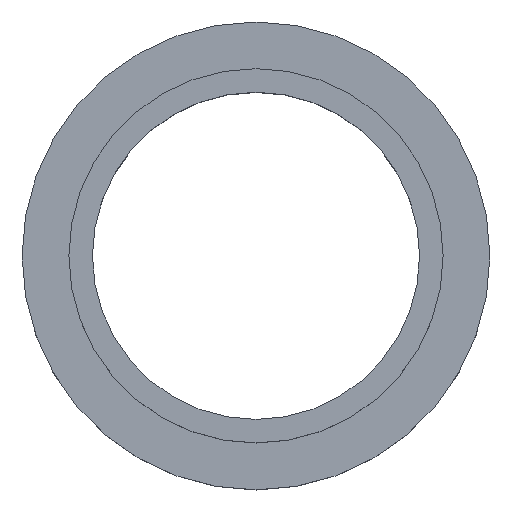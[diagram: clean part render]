
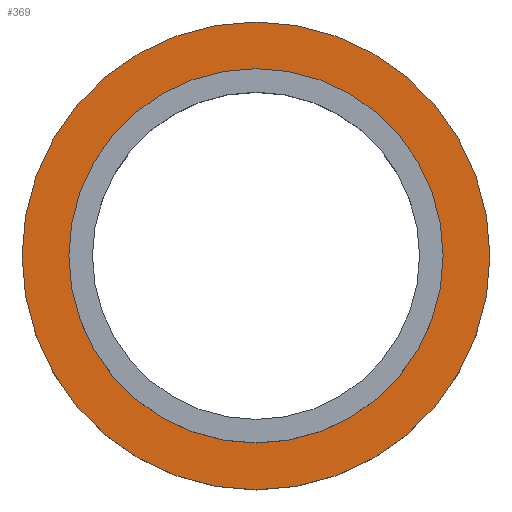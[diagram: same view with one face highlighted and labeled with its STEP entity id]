
A CAD part, top view. The second image highlights one B-rep face of the part: STEP entity #369.
In plain terms, the highlighted planar face has unit normal (0, 0, 1).
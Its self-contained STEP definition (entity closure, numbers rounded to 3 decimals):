
#5 = ORIENTED_EDGE ( 'NONE', *, *, #155, .T. ) ;
#14 = EDGE_CURVE ( 'NONE', #202, #249, #113, .T. ) ;
#25 = CARTESIAN_POINT ( 'NONE',  ( 0., 0., -5. ) ) ;
#44 = VERTEX_POINT ( 'NONE', #427 ) ;
#56 = DIRECTION ( 'NONE',  ( 0., 0., -1. ) ) ;
#59 = AXIS2_PLACEMENT_3D ( 'NONE', #67, #349, #201 ) ;
#67 = CARTESIAN_POINT ( 'NONE',  ( 0., 0., -5. ) ) ;
#68 = CARTESIAN_POINT ( 'NONE',  ( 12.55, 0., -5. ) ) ;
#71 = CARTESIAN_POINT ( 'NONE',  ( -15.875, 0., -5. ) ) ;
#88 = EDGE_LOOP ( 'NONE', ( #5, #231 ) ) ;
#103 = EDGE_LOOP ( 'NONE', ( #184, #151 ) ) ;
#106 = DIRECTION ( 'NONE',  ( -1., 0., 0. ) ) ;
#113 = CIRCLE ( 'NONE', #229, 15.875 ) ;
#122 = CARTESIAN_POINT ( 'NONE',  ( 0., 0., -5. ) ) ;
#136 = CIRCLE ( 'NONE', #185, 12.55 ) ;
#141 = VERTEX_POINT ( 'NONE', #330 ) ;
#142 = DIRECTION ( 'NONE',  ( -1., 0., 0. ) ) ;
#151 = ORIENTED_EDGE ( 'NONE', *, *, #425, .F. ) ;
#155 = EDGE_CURVE ( 'NONE', #141, #44, #136, .T. ) ;
#156 = DIRECTION ( 'NONE',  ( -1., 0., 0. ) ) ;
#184 = ORIENTED_EDGE ( 'NONE', *, *, #14, .F. ) ;
#185 = AXIS2_PLACEMENT_3D ( 'NONE', #381, #372, #156 ) ;
#201 = DIRECTION ( 'NONE',  ( -1., 0., 0. ) ) ;
#202 = VERTEX_POINT ( 'NONE', #71 ) ;
#212 = PLANE ( 'NONE',  #269 ) ;
#223 = DIRECTION ( 'NONE',  ( 0., 0., -1. ) ) ;
#229 = AXIS2_PLACEMENT_3D ( 'NONE', #122, #56, #347 ) ;
#231 = ORIENTED_EDGE ( 'NONE', *, *, #263, .T. ) ;
#249 = VERTEX_POINT ( 'NONE', #371 ) ;
#250 = DIRECTION ( 'NONE',  ( 0., 0., -1. ) ) ;
#253 = FACE_BOUND ( 'NONE', #88, .T. ) ;
#262 = CIRCLE ( 'NONE', #59, 12.55 ) ;
#263 = EDGE_CURVE ( 'NONE', #44, #141, #262, .T. ) ;
#269 = AXIS2_PLACEMENT_3D ( 'NONE', #68, #250, #142 ) ;
#288 = CIRCLE ( 'NONE', #315, 15.875 ) ;
#315 = AXIS2_PLACEMENT_3D ( 'NONE', #25, #223, #106 ) ;
#330 = CARTESIAN_POINT ( 'NONE',  ( -12.55, 0., -5. ) ) ;
#347 = DIRECTION ( 'NONE',  ( -1., 0., 0. ) ) ;
#349 = DIRECTION ( 'NONE',  ( 0., 0., -1. ) ) ;
#369 = ADVANCED_FACE ( 'NONE', ( #375, #253 ), #212, .F. ) ;
#371 = CARTESIAN_POINT ( 'NONE',  ( 15.875, 0., -5. ) ) ;
#372 = DIRECTION ( 'NONE',  ( 0., 0., -1. ) ) ;
#375 = FACE_OUTER_BOUND ( 'NONE', #103, .T. ) ;
#381 = CARTESIAN_POINT ( 'NONE',  ( 0., 0., -5. ) ) ;
#425 = EDGE_CURVE ( 'NONE', #249, #202, #288, .T. ) ;
#427 = CARTESIAN_POINT ( 'NONE',  ( 12.55, 0., -5. ) ) ;
